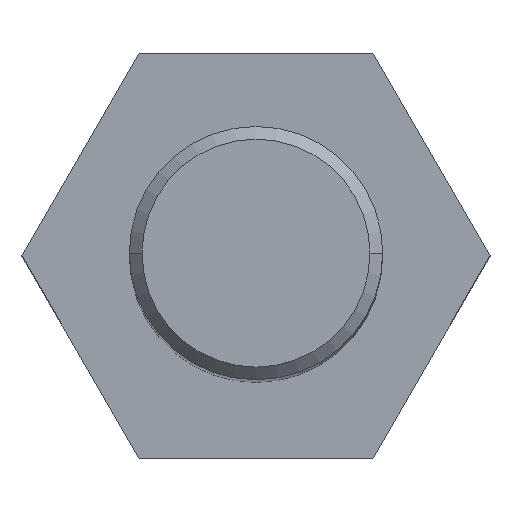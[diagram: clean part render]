
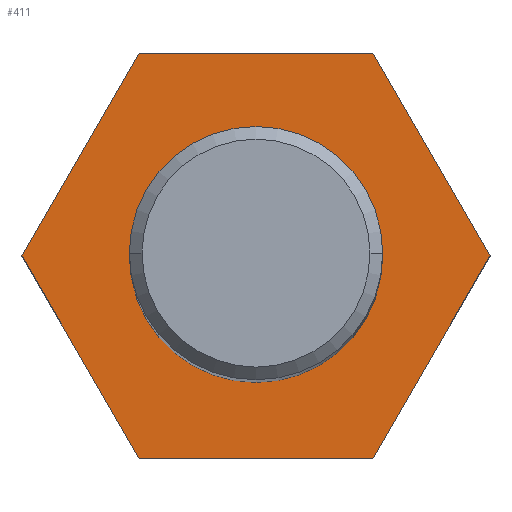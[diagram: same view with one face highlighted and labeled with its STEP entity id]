
A CAD part, top view. The second image highlights one B-rep face of the part: STEP entity #411.
In plain terms, the highlighted planar face has unit normal (0, 0, 1).
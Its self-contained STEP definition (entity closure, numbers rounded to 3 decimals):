
#5 = DIRECTION ( 'NONE',  ( -1., 0., 0. ) ) ;
#9 = ORIENTED_EDGE ( 'NONE', *, *, #570, .T. ) ;
#15 = CARTESIAN_POINT ( 'NONE',  ( 0., 0., 15.3 ) ) ;
#21 = CARTESIAN_POINT ( 'NONE',  ( 4.619, 0., 15.3 ) ) ;
#36 = ORIENTED_EDGE ( 'NONE', *, *, #181, .T. ) ;
#58 = DIRECTION ( 'NONE',  ( 0., 0., 1. ) ) ;
#61 = DIRECTION ( 'NONE',  ( -0.5, 0.866, 0. ) ) ;
#81 = VERTEX_POINT ( 'NONE', #299 ) ;
#85 = ORIENTED_EDGE ( 'NONE', *, *, #264, .T. ) ;
#92 = EDGE_CURVE ( 'NONE', #473, #245, #202, .T. ) ;
#137 = ORIENTED_EDGE ( 'NONE', *, *, #435, .T. ) ;
#142 = AXIS2_PLACEMENT_3D ( 'NONE', #15, #58, #158 ) ;
#158 = DIRECTION ( 'NONE',  ( 1., 0., 0. ) ) ;
#181 = EDGE_CURVE ( 'NONE', #321, #473, #512, .T. ) ;
#182 = AXIS2_PLACEMENT_3D ( 'NONE', #256, #440, #261 ) ;
#190 = VECTOR ( 'NONE', #61, 1000. ) ;
#192 = CARTESIAN_POINT ( 'NONE',  ( 0., 4., 15.3 ) ) ;
#197 = LINE ( 'NONE', #200, #287 ) ;
#200 = CARTESIAN_POINT ( 'NONE',  ( 2.309, -4., 15.3 ) ) ;
#202 = LINE ( 'NONE', #342, #209 ) ;
#203 = FACE_OUTER_BOUND ( 'NONE', #284, .T. ) ;
#209 = VECTOR ( 'NONE', #485, 1000. ) ;
#217 = CARTESIAN_POINT ( 'NONE',  ( 2.309, -4., 15.3 ) ) ;
#245 = VERTEX_POINT ( 'NONE', #417 ) ;
#247 = FACE_BOUND ( 'NONE', #448, .T. ) ;
#251 = VECTOR ( 'NONE', #374, 1000. ) ;
#256 = CARTESIAN_POINT ( 'NONE',  ( 0., 0., 15.3 ) ) ;
#261 = DIRECTION ( 'NONE',  ( 1., 0., 0. ) ) ;
#262 = ORIENTED_EDGE ( 'NONE', *, *, #371, .T. ) ;
#263 = CARTESIAN_POINT ( 'NONE',  ( -2.309, 4., 15.3 ) ) ;
#264 = EDGE_CURVE ( 'NONE', #81, #513, #197, .T. ) ;
#284 = EDGE_LOOP ( 'NONE', ( #9, #262, #36, #606, #137, #85 ) ) ;
#285 = LINE ( 'NONE', #472, #190 ) ;
#287 = VECTOR ( 'NONE', #526, 1000. ) ;
#299 = CARTESIAN_POINT ( 'NONE',  ( -2.309, -4., 15.3 ) ) ;
#321 = VERTEX_POINT ( 'NONE', #478 ) ;
#327 = AXIS2_PLACEMENT_3D ( 'NONE', #192, #341, #5 ) ;
#334 = DIRECTION ( 'NONE',  ( 0.5, -0.866, 0. ) ) ;
#336 = CIRCLE ( 'NONE', #182, 2.5 ) ;
#341 = DIRECTION ( 'NONE',  ( 0., 0., -1. ) ) ;
#342 = CARTESIAN_POINT ( 'NONE',  ( -4.619, 0., 15.3 ) ) ;
#344 = VECTOR ( 'NONE', #590, 1000. ) ;
#371 = EDGE_CURVE ( 'NONE', #375, #321, #285, .T. ) ;
#374 = DIRECTION ( 'NONE',  ( -1., 0., 0. ) ) ;
#375 = VERTEX_POINT ( 'NONE', #569 ) ;
#378 = CARTESIAN_POINT ( 'NONE',  ( -2.309, -4., 15.3 ) ) ;
#393 = LINE ( 'NONE', #21, #344 ) ;
#395 = EDGE_CURVE ( 'NONE', #554, #604, #609, .T. ) ;
#402 = VECTOR ( 'NONE', #334, 1000. ) ;
#407 = ORIENTED_EDGE ( 'NONE', *, *, #477, .F. ) ;
#411 = ADVANCED_FACE ( 'NONE', ( #247, #203 ), #484, .F. ) ;
#417 = CARTESIAN_POINT ( 'NONE',  ( -4.619, 0., 15.3 ) ) ;
#423 = LINE ( 'NONE', #378, #402 ) ;
#435 = EDGE_CURVE ( 'NONE', #245, #81, #423, .T. ) ;
#440 = DIRECTION ( 'NONE',  ( 0., 0., 1. ) ) ;
#443 = CARTESIAN_POINT ( 'NONE',  ( -2.5, 0., 15.3 ) ) ;
#448 = EDGE_LOOP ( 'NONE', ( #407, #600 ) ) ;
#459 = CARTESIAN_POINT ( 'NONE',  ( 2.5, 0., 15.3 ) ) ;
#472 = CARTESIAN_POINT ( 'NONE',  ( 3.464, 2., 15.3 ) ) ;
#473 = VERTEX_POINT ( 'NONE', #263 ) ;
#477 = EDGE_CURVE ( 'NONE', #604, #554, #336, .T. ) ;
#478 = CARTESIAN_POINT ( 'NONE',  ( 2.309, 4., 15.3 ) ) ;
#484 = PLANE ( 'NONE',  #327 ) ;
#485 = DIRECTION ( 'NONE',  ( -0.5, -0.866, 0. ) ) ;
#512 = LINE ( 'NONE', #515, #251 ) ;
#513 = VERTEX_POINT ( 'NONE', #217 ) ;
#515 = CARTESIAN_POINT ( 'NONE',  ( 0., 4., 15.3 ) ) ;
#526 = DIRECTION ( 'NONE',  ( 1., 0., 0. ) ) ;
#554 = VERTEX_POINT ( 'NONE', #443 ) ;
#569 = CARTESIAN_POINT ( 'NONE',  ( 4.619, 0., 15.3 ) ) ;
#570 = EDGE_CURVE ( 'NONE', #513, #375, #393, .T. ) ;
#590 = DIRECTION ( 'NONE',  ( 0.5, 0.866, 0. ) ) ;
#600 = ORIENTED_EDGE ( 'NONE', *, *, #395, .F. ) ;
#604 = VERTEX_POINT ( 'NONE', #459 ) ;
#606 = ORIENTED_EDGE ( 'NONE', *, *, #92, .T. ) ;
#609 = CIRCLE ( 'NONE', #142, 2.5 ) ;
